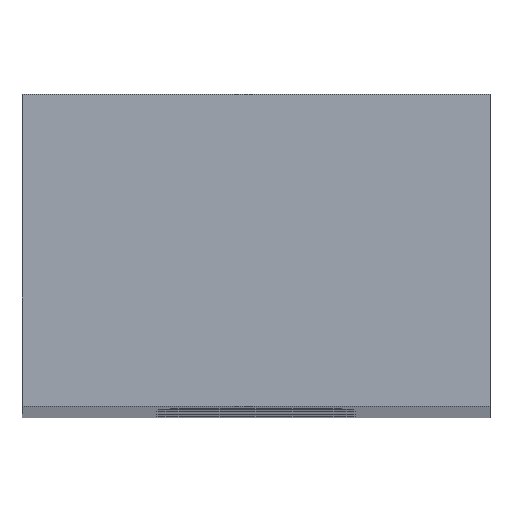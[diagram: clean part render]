
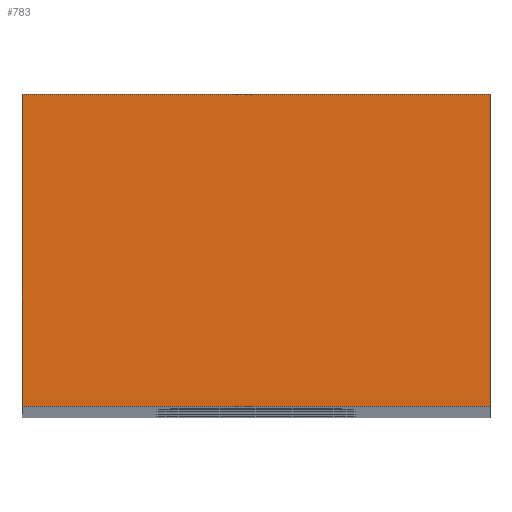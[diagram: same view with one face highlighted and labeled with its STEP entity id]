
A CAD part, top view. The second image highlights one B-rep face of the part: STEP entity #783.
In plain terms, the highlighted planar face has unit normal (0, 0, 1).
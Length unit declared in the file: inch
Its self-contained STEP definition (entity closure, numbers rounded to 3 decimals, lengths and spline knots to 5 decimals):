
#25 = DIRECTION ( 'NONE',  ( 0., -1., 0. ) ) ;
#32 = EDGE_LOOP ( 'NONE', ( #824, #189, #358, #76 ) ) ;
#62 = CARTESIAN_POINT ( 'NONE',  ( 0., 0.5, 20.75 ) ) ;
#76 = ORIENTED_EDGE ( 'NONE', *, *, #787, .F. ) ;
#120 = CARTESIAN_POINT ( 'NONE',  ( -0.875, -0.5, 20.75 ) ) ;
#189 = ORIENTED_EDGE ( 'NONE', *, *, #791, .T. ) ;
#193 = CARTESIAN_POINT ( 'NONE',  ( 0.625, 0.5, 20.75 ) ) ;
#198 = VERTEX_POINT ( 'NONE', #120 ) ;
#224 = LINE ( 'NONE', #759, #274 ) ;
#248 = CARTESIAN_POINT ( 'NONE',  ( -0.875, 0.5, 20.75 ) ) ;
#265 = CARTESIAN_POINT ( 'NONE',  ( 0.625, -0.5, 20.75 ) ) ;
#271 = VECTOR ( 'NONE', #799, 39.37008 ) ;
#274 = VECTOR ( 'NONE', #25, 39.37008 ) ;
#281 = VERTEX_POINT ( 'NONE', #193 ) ;
#288 = AXIS2_PLACEMENT_3D ( 'NONE', #720, #728, #439 ) ;
#313 = LINE ( 'NONE', #776, #478 ) ;
#358 = ORIENTED_EDGE ( 'NONE', *, *, #678, .F. ) ;
#362 = PLANE ( 'NONE',  #288 ) ;
#372 = DIRECTION ( 'NONE',  ( -1., 0., 0. ) ) ;
#427 = LINE ( 'NONE', #62, #594 ) ;
#429 = DIRECTION ( 'NONE',  ( 0., 1., 0. ) ) ;
#434 = VERTEX_POINT ( 'NONE', #248 ) ;
#439 = DIRECTION ( 'NONE',  ( 1., 0., 0. ) ) ;
#451 = FACE_OUTER_BOUND ( 'NONE', #32, .T. ) ;
#478 = VECTOR ( 'NONE', #429, 39.37008 ) ;
#566 = EDGE_CURVE ( 'NONE', #281, #636, #224, .T. ) ;
#594 = VECTOR ( 'NONE', #372, 39.37008 ) ;
#636 = VERTEX_POINT ( 'NONE', #265 ) ;
#678 = EDGE_CURVE ( 'NONE', #198, #434, #313, .T. ) ;
#684 = LINE ( 'NONE', #941, #271 ) ;
#720 = CARTESIAN_POINT ( 'NONE',  ( 0., 0., 20.75 ) ) ;
#728 = DIRECTION ( 'NONE',  ( 0., 0., 1. ) ) ;
#759 = CARTESIAN_POINT ( 'NONE',  ( 0.625, 0., 20.75 ) ) ;
#776 = CARTESIAN_POINT ( 'NONE',  ( -0.875, 0., 20.75 ) ) ;
#783 = ADVANCED_FACE ( 'NONE', ( #451 ), #362, .T. ) ;
#787 = EDGE_CURVE ( 'NONE', #636, #198, #684, .T. ) ;
#791 = EDGE_CURVE ( 'NONE', #281, #434, #427, .T. ) ;
#799 = DIRECTION ( 'NONE',  ( -1., 0., 0. ) ) ;
#824 = ORIENTED_EDGE ( 'NONE', *, *, #566, .F. ) ;
#941 = CARTESIAN_POINT ( 'NONE',  ( 0., -0.5, 20.75 ) ) ;
